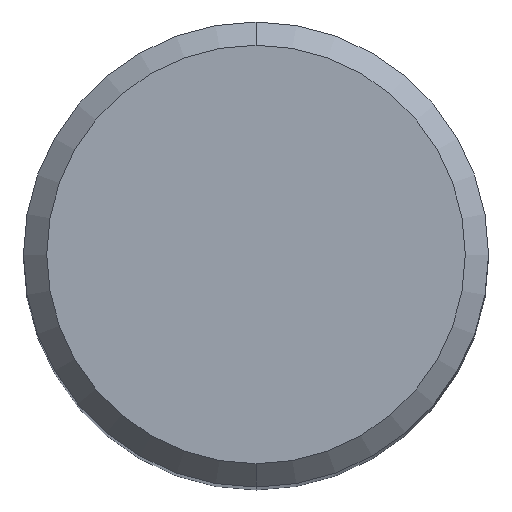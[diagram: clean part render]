
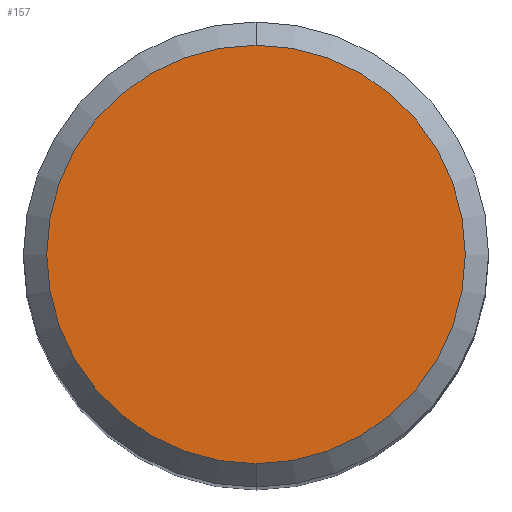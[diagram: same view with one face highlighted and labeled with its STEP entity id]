
A CAD part, top view. The second image highlights one B-rep face of the part: STEP entity #157.
In plain terms, the highlighted planar face has unit normal (0, 0, 1).
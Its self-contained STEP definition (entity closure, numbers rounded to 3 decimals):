
#117=VERTEX_POINT('',#268);
#139=EDGE_CURVE('',#211,#117,#294,.T.);
#157=ADVANCED_FACE('',(#316),#317,.T.);
#177=EDGE_CURVE('',#117,#211,#341,.T.);
#211=VERTEX_POINT('',#378);
#268=CARTESIAN_POINT('',(0.,-5.4,0.0));
#294=CIRCLE('',#465,5.4);
#316=FACE_OUTER_BOUND('',#492,.T.);
#317=PLANE('',#493);
#341=CIRCLE('',#523,5.4);
#378=CARTESIAN_POINT('',(0.0,5.4,0.0));
#465=AXIS2_PLACEMENT_3D('',#651,#652,#653);
#492=EDGE_LOOP('',(#692,#693));
#493=AXIS2_PLACEMENT_3D('',#694,#695,#696);
#523=AXIS2_PLACEMENT_3D('',#731,#732,#733);
#651=CARTESIAN_POINT('',(0.0,0.0,0.0));
#652=DIRECTION('',(0.0,0.0,-1.0));
#653=DIRECTION('',(0.0,1.0,0.0));
#692=ORIENTED_EDGE('',*,*,#139,.F.);
#693=ORIENTED_EDGE('',*,*,#177,.F.);
#694=CARTESIAN_POINT('',(0.0,2.7,0.0));
#695=DIRECTION('',(-0.0,0.0,1.0));
#696=DIRECTION('',(0.0,-1.0,0.0));
#731=CARTESIAN_POINT('',(0.0,0.0,0.0));
#732=DIRECTION('',(0.0,0.0,-1.0));
#733=DIRECTION('',(0.0,1.0,0.0));
